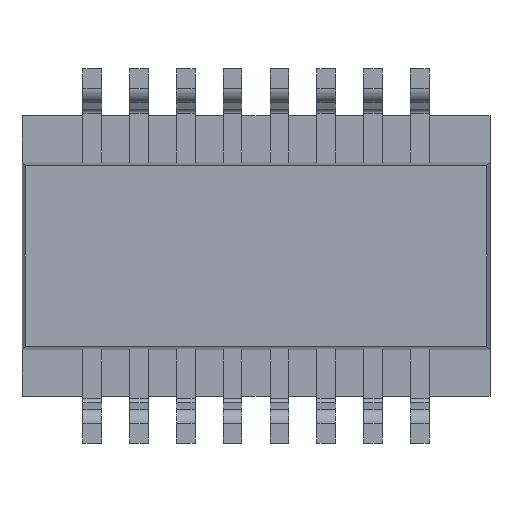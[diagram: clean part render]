
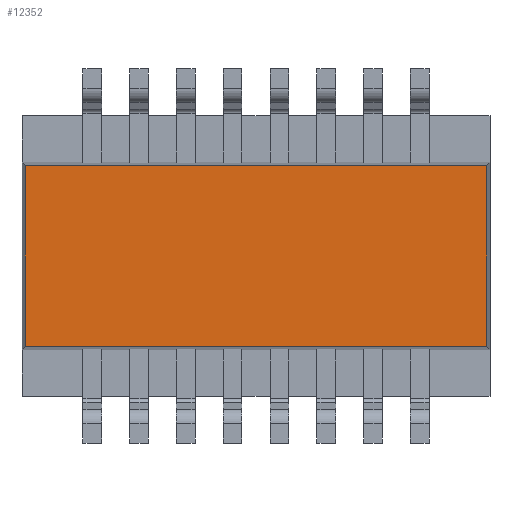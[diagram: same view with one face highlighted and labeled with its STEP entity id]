
A CAD part, front view. The second image highlights one B-rep face of the part: STEP entity #12352.
In plain terms, the highlighted planar face has unit normal (0, -1, 0).
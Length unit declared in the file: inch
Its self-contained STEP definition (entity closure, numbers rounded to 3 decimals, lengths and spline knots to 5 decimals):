
#451 = EDGE_CURVE ( 'NONE', #10640, #20314, #18807, .T. ) ;
#898 = DIRECTION ( 'NONE',  ( 0., 0., 1. ) ) ;
#1016 = ORIENTED_EDGE ( 'NONE', *, *, #16032, .T. ) ;
#1683 = CARTESIAN_POINT ( 'NONE',  ( -0.0035, 0.01, 0.0965 ) ) ;
#2044 = EDGE_CURVE ( 'NONE', #20314, #10584, #4782, .T. ) ;
#2393 = DIRECTION ( 'NONE',  ( 0., 0., 1. ) ) ;
#2554 = VERTEX_POINT ( 'NONE', #17251 ) ;
#4782 = LINE ( 'NONE', #8692, #12798 ) ;
#4940 = ORIENTED_EDGE ( 'NONE', *, *, #15720, .T. ) ;
#5582 = LINE ( 'NONE', #9351, #14907 ) ;
#5855 = PLANE ( 'NONE',  #21528 ) ;
#6042 = DIRECTION ( 'NONE',  ( 0., 0., -1. ) ) ;
#7516 = DIRECTION ( 'NONE',  ( 0., 1., 0. ) ) ;
#8692 = CARTESIAN_POINT ( 'NONE',  ( 0., 0.01, 0.0965 ) ) ;
#9050 = VECTOR ( 'NONE', #898, 39.37008 ) ;
#9351 = CARTESIAN_POINT ( 'NONE',  ( -0.4965, 0.01, 0. ) ) ;
#9678 = ORIENTED_EDGE ( 'NONE', *, *, #451, .T. ) ;
#10584 = VERTEX_POINT ( 'NONE', #11742 ) ;
#10640 = VERTEX_POINT ( 'NONE', #13647 ) ;
#11742 = CARTESIAN_POINT ( 'NONE',  ( -0.4965, 0.01, 0.0965 ) ) ;
#12352 = ADVANCED_FACE ( 'NONE', ( #16562 ), #5855, .F. ) ;
#12379 = LINE ( 'NONE', #17930, #14136 ) ;
#12798 = VECTOR ( 'NONE', #13816, 39.37008 ) ;
#13647 = CARTESIAN_POINT ( 'NONE',  ( -0.0035, 0.01, -0.0965 ) ) ;
#13816 = DIRECTION ( 'NONE',  ( -1., 0., 0. ) ) ;
#14136 = VECTOR ( 'NONE', #23544, 39.37008 ) ;
#14907 = VECTOR ( 'NONE', #6042, 39.37008 ) ;
#15183 = EDGE_LOOP ( 'NONE', ( #9678, #17352, #1016, #4940 ) ) ;
#15720 = EDGE_CURVE ( 'NONE', #2554, #10640, #12379, .T. ) ;
#16032 = EDGE_CURVE ( 'NONE', #10584, #2554, #5582, .T. ) ;
#16562 = FACE_OUTER_BOUND ( 'NONE', #15183, .T. ) ;
#17251 = CARTESIAN_POINT ( 'NONE',  ( -0.4965, 0.01, -0.0965 ) ) ;
#17352 = ORIENTED_EDGE ( 'NONE', *, *, #2044, .T. ) ;
#17930 = CARTESIAN_POINT ( 'NONE',  ( 0., 0.01, -0.0965 ) ) ;
#18807 = LINE ( 'NONE', #22067, #9050 ) ;
#20310 = CARTESIAN_POINT ( 'NONE',  ( 0., 0.01, 0. ) ) ;
#20314 = VERTEX_POINT ( 'NONE', #1683 ) ;
#21528 = AXIS2_PLACEMENT_3D ( 'NONE', #20310, #7516, #2393 ) ;
#22067 = CARTESIAN_POINT ( 'NONE',  ( -0.0035, 0.01, 0. ) ) ;
#23544 = DIRECTION ( 'NONE',  ( 1., 0., 0. ) ) ;
